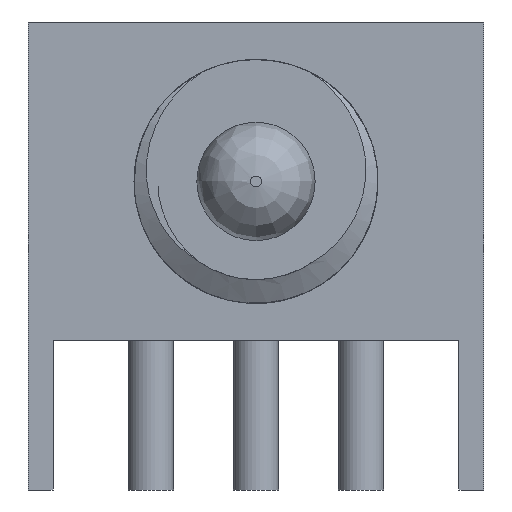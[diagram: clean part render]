
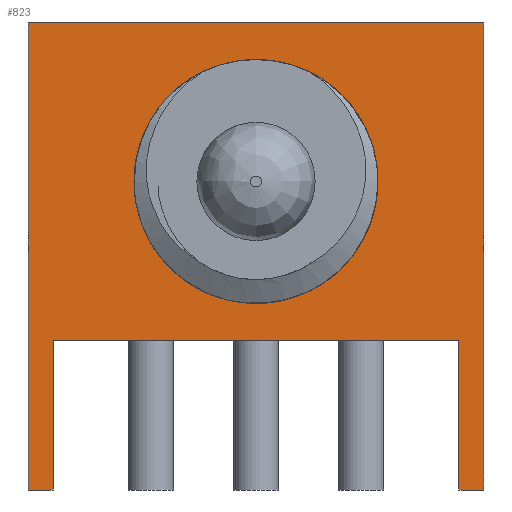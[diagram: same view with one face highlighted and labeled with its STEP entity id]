
A CAD part, left-side view. The second image highlights one B-rep face of the part: STEP entity #823.
In plain terms, the highlighted planar face has unit normal (-1, 0, 0).
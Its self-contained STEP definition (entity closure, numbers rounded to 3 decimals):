
#152=FACE_OUTER_BOUND('',#205,.T.);
#205=EDGE_LOOP('',(#723,#724,#725,#726,#727,#728,#729,#730));
#249=LINE('',#2561,#307);
#252=LINE('',#2567,#310);
#255=LINE('',#2573,#313);
#258=LINE('',#2579,#316);
#261=LINE('',#2585,#319);
#264=LINE('',#2591,#322);
#267=LINE('',#2597,#325);
#270=LINE('',#2601,#328);
#307=VECTOR('',#1053,10.);
#310=VECTOR('',#1058,10.);
#313=VECTOR('',#1063,10.);
#316=VECTOR('',#1068,10.);
#319=VECTOR('',#1073,10.);
#322=VECTOR('',#1078,10.);
#325=VECTOR('',#1083,10.);
#328=VECTOR('',#1088,10.);
#389=VERTEX_POINT('',#2558);
#390=VERTEX_POINT('',#2560);
#392=VERTEX_POINT('',#2566);
#394=VERTEX_POINT('',#2572);
#396=VERTEX_POINT('',#2578);
#398=VERTEX_POINT('',#2584);
#400=VERTEX_POINT('',#2590);
#402=VERTEX_POINT('',#2596);
#494=EDGE_CURVE('',#390,#389,#249,.T.);
#497=EDGE_CURVE('',#392,#390,#252,.T.);
#500=EDGE_CURVE('',#394,#392,#255,.T.);
#503=EDGE_CURVE('',#396,#394,#258,.T.);
#506=EDGE_CURVE('',#398,#396,#261,.T.);
#509=EDGE_CURVE('',#400,#398,#264,.T.);
#512=EDGE_CURVE('',#402,#400,#267,.T.);
#515=EDGE_CURVE('',#389,#402,#270,.T.);
#723=ORIENTED_EDGE('',*,*,#515,.T.);
#724=ORIENTED_EDGE('',*,*,#512,.T.);
#725=ORIENTED_EDGE('',*,*,#509,.T.);
#726=ORIENTED_EDGE('',*,*,#506,.T.);
#727=ORIENTED_EDGE('',*,*,#503,.T.);
#728=ORIENTED_EDGE('',*,*,#500,.T.);
#729=ORIENTED_EDGE('',*,*,#497,.T.);
#730=ORIENTED_EDGE('',*,*,#494,.T.);
#774=PLANE('',#907);
#823=ADVANCED_FACE('',(#152),#774,.T.);
#907=AXIS2_PLACEMENT_3D('',#2602,#1089,#1090);
#1053=DIRECTION('',(0.,-1.,0.));
#1058=DIRECTION('',(0.,0.,1.));
#1063=DIRECTION('',(0.,-1.,0.));
#1068=DIRECTION('',(0.,0.,-1.));
#1073=DIRECTION('',(0.,1.,0.));
#1078=DIRECTION('',(0.,0.,1.));
#1083=DIRECTION('',(0.,-1.,0.));
#1088=DIRECTION('',(0.,0.,-1.));
#1089=DIRECTION('center_axis',(-1.,0.,0.));
#1090=DIRECTION('ref_axis',(0.,-1.,0.));
#2558=CARTESIAN_POINT('',(-8.75,-1.05,2.85));
#2560=CARTESIAN_POINT('',(-8.75,8.75,2.85));
#2561=CARTESIAN_POINT('',(-8.75,-1.15,2.85));
#2566=CARTESIAN_POINT('',(-8.75,8.75,-0.75));
#2567=CARTESIAN_POINT('',(-8.75,8.75,2.85));
#2572=CARTESIAN_POINT('',(-8.75,9.35,-0.75));
#2573=CARTESIAN_POINT('',(-8.75,8.75,-0.75));
#2578=CARTESIAN_POINT('',(-8.75,9.35,10.55));
#2579=CARTESIAN_POINT('',(-8.75,9.35,2.85));
#2584=CARTESIAN_POINT('',(-8.75,-1.65,10.55));
#2585=CARTESIAN_POINT('',(-8.75,-1.65,10.55));
#2590=CARTESIAN_POINT('',(-8.75,-1.65,-0.75));
#2591=CARTESIAN_POINT('',(-8.75,-1.65,-0.75));
#2596=CARTESIAN_POINT('',(-8.75,-1.05,-0.75));
#2597=CARTESIAN_POINT('',(-8.75,-1.05,-0.75));
#2601=CARTESIAN_POINT('',(-8.75,-1.05,2.85));
#2602=CARTESIAN_POINT('Origin',(-8.75,3.85,4.9));
